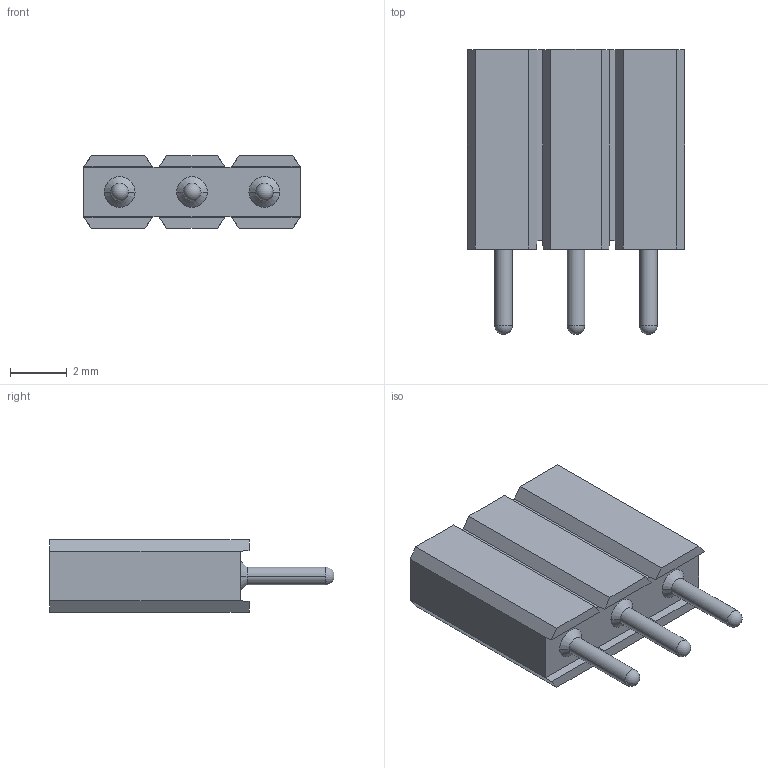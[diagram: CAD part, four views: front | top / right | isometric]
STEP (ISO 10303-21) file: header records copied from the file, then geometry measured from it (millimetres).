
FILE_DESCRIPTION(('STEP AP214'),'1');
FILE_NAME('pcb_connector_801-87-003-10-001101.stp','2020-04-09T10:25:40',('TraceParts'),('TraceParts S.A.'),'Spatial InterOp 3D',' ',' ');
FILE_SCHEMA(('AUTOMOTIVE_DESIGN { 1 0 10303 214 1 1 1 1 }'));
Length unit declared in the file: millimetre
Products named in the file (1): pcb_connector_801-87-003-10-001101
Bounding box: 7.62 x 10 x 2.54 mm (x, y, z)
Volume: 105.4 mm3; surface area: 310.1 mm2
Topology: 1 solids, 1 shells, 137 faces, 324 edges, 189 vertices
Faces by surface type: plane 44, cone 42, cylinder 36, torus 12, sphere 3
Entity records: 4940 total; most frequent: DIRECTION 726, CARTESIAN_POINT 639, ORIENTED_EDGE 624, EDGE_CURVE 312, AXIS2_PLACEMENT_3D 276, VERTEX_POINT 189, LINE 174, VECTOR 174
